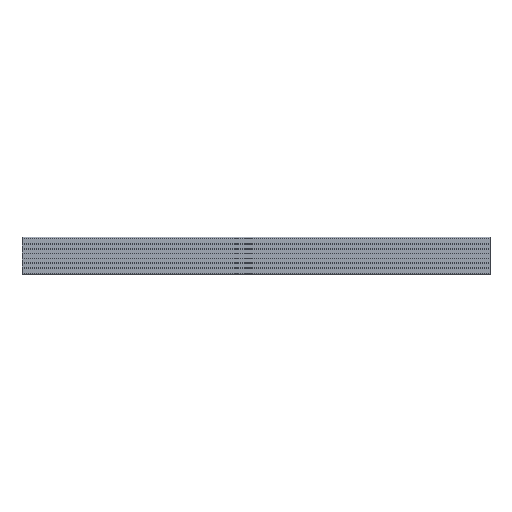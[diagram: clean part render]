
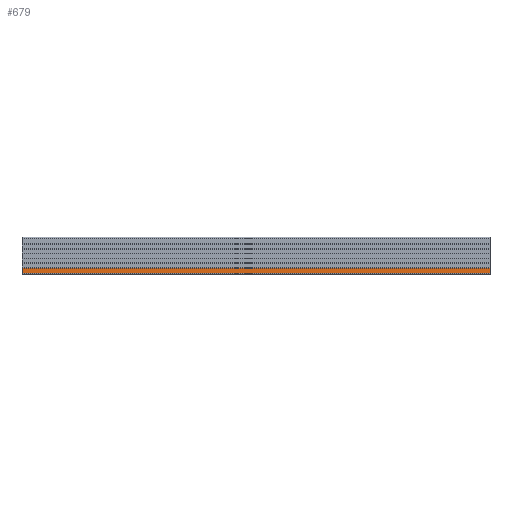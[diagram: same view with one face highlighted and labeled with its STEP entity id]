
A CAD part, front view. The second image highlights one B-rep face of the part: STEP entity #679.
In plain terms, the highlighted planar face has unit normal (0, -1, 0).
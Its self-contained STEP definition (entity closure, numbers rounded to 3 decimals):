
#679=ADVANCED_FACE('',(#1471),#1472,.T.);
#1471=FACE_OUTER_BOUND('',#2391,.T.);
#1472=PLANE('',#2392);
#2391=EDGE_LOOP('',(#4195,#4196,#4197,#4198));
#2392=AXIS2_PLACEMENT_3D('',#4199,#4200,#4201);
#4195=ORIENTED_EDGE('',*,*,#6453,.T.);
#4196=ORIENTED_EDGE('',*,*,#6454,.F.);
#4197=ORIENTED_EDGE('',*,*,#6455,.T.);
#4198=ORIENTED_EDGE('',*,*,#6450,.T.);
#4199=CARTESIAN_POINT('',(0.0,-40.0,-31.4));
#4200=DIRECTION('',(0.0,-1.0,0.0));
#4201=DIRECTION('',(0.0,0.0,-1.0));
#6450=EDGE_CURVE('',#7994,#7992,#7995,.T.);
#6453=EDGE_CURVE('',#7992,#7998,#7999,.T.);
#6454=EDGE_CURVE('',#8000,#7998,#8001,.T.);
#6455=EDGE_CURVE('',#8000,#7994,#8002,.T.);
#7992=VERTEX_POINT('',#10255);
#7994=VERTEX_POINT('',#10257);
#7995=LINE('',#10258,#10259);
#7998=VERTEX_POINT('',#10262);
#7999=LINE('',#10263,#10264);
#8000=VERTEX_POINT('',#10265);
#8001=LINE('',#10266,#10267);
#8002=LINE('',#10268,#10269);
#10255=CARTESIAN_POINT('',(1000.0,-40.0,-37.0));
#10257=CARTESIAN_POINT('',(0.0,-40.0,-37.0));
#10258=CARTESIAN_POINT('',(0.0,-40.0,-37.0));
#10259=VECTOR('',#11947,1.0);
#10262=CARTESIAN_POINT('',(1000.0,-40.0,-25.8));
#10263=CARTESIAN_POINT('',(1000.0,-40.0,-25.8));
#10264=VECTOR('',#11951,1.0);
#10265=CARTESIAN_POINT('',(0.0,-40.0,-25.8));
#10266=CARTESIAN_POINT('',(0.0,-40.0,-25.8));
#10267=VECTOR('',#11952,1.0);
#10268=CARTESIAN_POINT('',(0.0,-40.0,-25.8));
#10269=VECTOR('',#11953,1.0);
#11947=DIRECTION('',(1.0,0.0,0.0));
#11951=DIRECTION('',(-0.0,0.0,1.0));
#11952=DIRECTION('',(1.0,0.0,0.0));
#11953=DIRECTION('',(0.0,0.0,-1.0));
